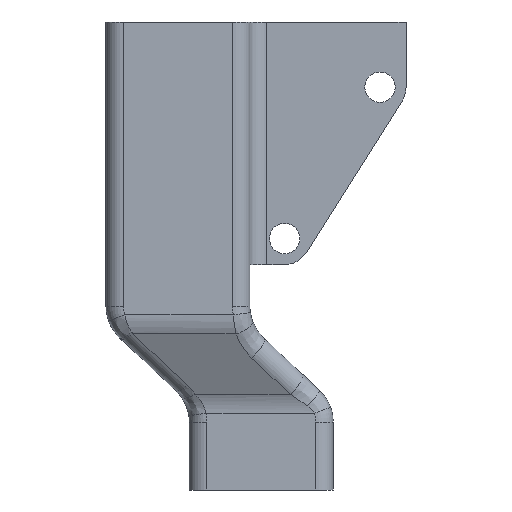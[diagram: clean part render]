
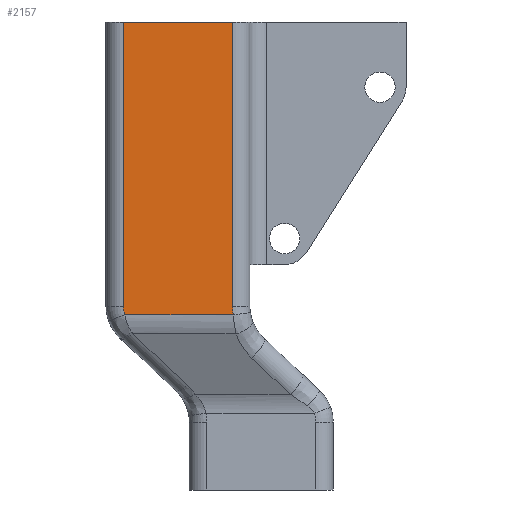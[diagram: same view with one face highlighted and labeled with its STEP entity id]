
A CAD part, left-side view. The second image highlights one B-rep face of the part: STEP entity #2157.
In plain terms, the highlighted planar face has unit normal (-1, 0, 0).
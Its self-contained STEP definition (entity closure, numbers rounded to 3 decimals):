
#123=CIRCLE('',#2374,3.);
#135=CIRCLE('',#2397,7.);
#400=FACE_OUTER_BOUND('',#538,.T.);
#538=EDGE_LOOP('',(#1849,#1850,#1851,#1852,#1853,#1854));
#620=LINE('',#3662,#743);
#668=LINE('',#4270,#791);
#677=LINE('',#4423,#800);
#678=LINE('',#4426,#801);
#743=VECTOR('',#2646,10.);
#791=VECTOR('',#2888,10.);
#800=VECTOR('',#2947,10.);
#801=VECTOR('',#2950,10.);
#938=VERTEX_POINT('',#3659);
#939=VERTEX_POINT('',#3661);
#1003=VERTEX_POINT('',#4268);
#1005=VERTEX_POINT('',#4273);
#1022=VERTEX_POINT('',#4422);
#1023=VERTEX_POINT('',#4424);
#1162=EDGE_CURVE('',#939,#938,#620,.T.);
#1284=EDGE_CURVE('',#1003,#938,#668,.T.);
#1286=EDGE_CURVE('',#1005,#1003,#123,.T.);
#1315=EDGE_CURVE('',#1022,#1005,#677,.T.);
#1316=EDGE_CURVE('',#1023,#1022,#135,.T.);
#1317=EDGE_CURVE('',#939,#1023,#678,.T.);
#1849=ORIENTED_EDGE('',*,*,#1284,.F.);
#1850=ORIENTED_EDGE('',*,*,#1286,.F.);
#1851=ORIENTED_EDGE('',*,*,#1315,.F.);
#1852=ORIENTED_EDGE('',*,*,#1316,.F.);
#1853=ORIENTED_EDGE('',*,*,#1317,.F.);
#1854=ORIENTED_EDGE('',*,*,#1162,.T.);
#2051=PLANE('',#2396);
#2157=ADVANCED_FACE('',(#400),#2051,.T.);
#2374=AXIS2_PLACEMENT_3D('',#4275,#2893,#2894);
#2396=AXIS2_PLACEMENT_3D('',#4421,#2945,#2946);
#2397=AXIS2_PLACEMENT_3D('',#4425,#2948,#2949);
#2646=DIRECTION('',(0.,1.,0.));
#2888=DIRECTION('',(0.,0.,1.));
#2893=DIRECTION('center_axis',(1.,0.,0.));
#2894=DIRECTION('ref_axis',(0.,0.995,-0.101));
#2945=DIRECTION('center_axis',(-1.,0.,0.));
#2946=DIRECTION('ref_axis',(0.,1.,0.));
#2947=DIRECTION('',(0.,1.,0.));
#2948=DIRECTION('center_axis',(-1.,0.,0.));
#2949=DIRECTION('ref_axis',(0.,0.995,-0.101));
#2950=DIRECTION('',(0.,0.,-1.));
#3659=CARTESIAN_POINT('',(-49.2,-3.5,43.971));
#3661=CARTESIAN_POINT('',(-49.2,-16.1,43.971));
#3662=CARTESIAN_POINT('',(-49.2,-6.05,43.971));
#4268=CARTESIAN_POINT('',(-49.2,-3.5,11.191));
#4270=CARTESIAN_POINT('',(-49.2,-3.5,43.971));
#4273=CARTESIAN_POINT('',(-49.2,-3.674,10.183));
#4275=CARTESIAN_POINT('Origin',(-49.2,-6.5,11.191));
#4421=CARTESIAN_POINT('Origin',(-49.2,-17.3,43.971));
#4422=CARTESIAN_POINT('',(-49.2,-16.173,10.183));
#4423=CARTESIAN_POINT('',(-49.2,-22.5,10.183));
#4424=CARTESIAN_POINT('',(-49.2,-16.1,11.191));
#4425=CARTESIAN_POINT('Origin',(-49.2,-23.1,11.191));
#4426=CARTESIAN_POINT('',(-49.2,-16.1,43.971));
